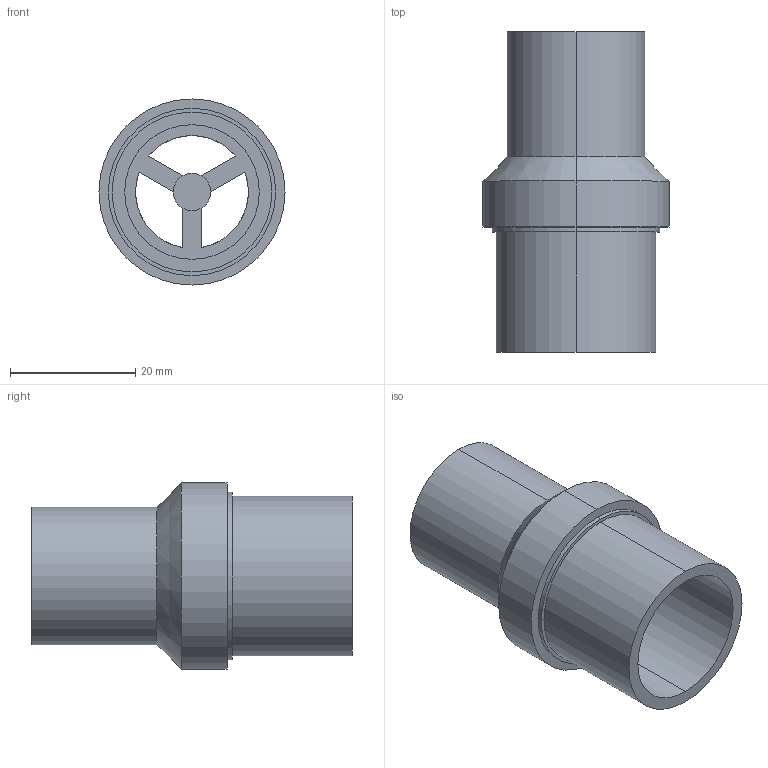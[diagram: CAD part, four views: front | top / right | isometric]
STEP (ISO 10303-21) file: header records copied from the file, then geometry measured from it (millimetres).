
FILE_DESCRIPTION (( 'STEP AP203' ), '1' );
FILE_NAME ('b_inhaleValve.STEP', '2021-05-10T03:12:15', ( '' ), ( '' ), 'SwSTEP 2.0', 'SolidWorks 2015', '' );
FILE_SCHEMA (( 'CONFIG_CONTROL_DESIGN' ));
Length unit declared in the file: millimetre
Products named in the file (1): b_inhaleValve
Bounding box: 29.7 x 51.18 x 29.7 mm (x, y, z)
Volume: 8450.5 mm3; surface area: 9205.6 mm2
Topology: 3 solids, 3 shells, 51 faces, 114 edges, 72 vertices
Faces by surface type: cylinder 30, plane 15, cone 4, torus 2
Entity records: 1527 total; most frequent: DIRECTION 280, CARTESIAN_POINT 238, ORIENTED_EDGE 228, AXIS2_PLACEMENT_3D 114, EDGE_CURVE 114, VERTEX_POINT 72, EDGE_LOOP 64, CIRCLE 62
